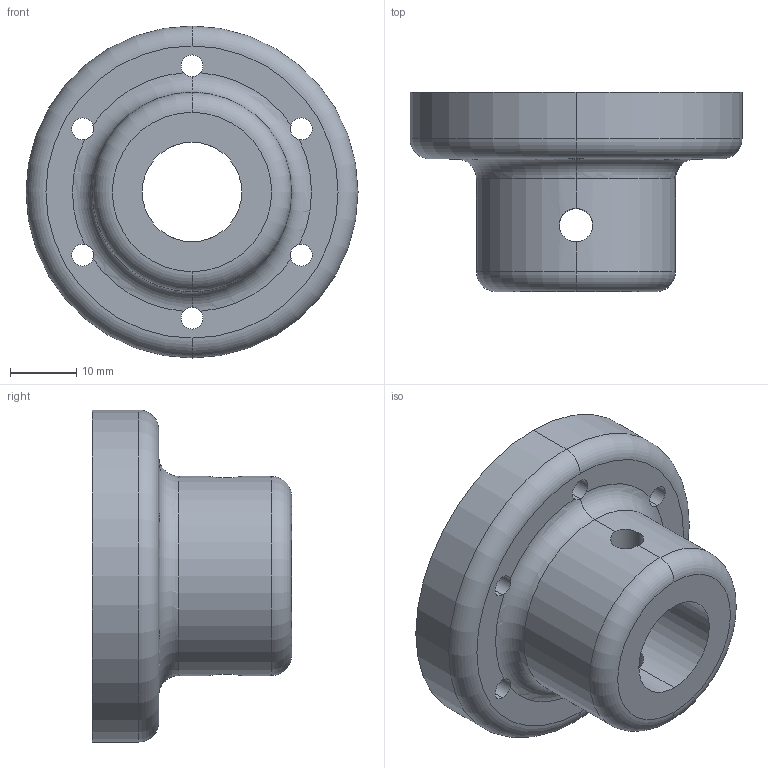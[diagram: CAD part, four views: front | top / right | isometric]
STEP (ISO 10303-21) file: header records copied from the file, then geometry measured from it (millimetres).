
FILE_DESCRIPTION (( 'STEP AP203' ), '1' );
FILE_NAME ('000043-02-009_Support de volant.STEP', '2022-01-21T12:41:31', ( '' ), ( '' ), 'SwSTEP 2.0', 'SolidWorks 2014', '' );
FILE_SCHEMA (( 'CONFIG_CONTROL_DESIGN' ));
Length unit declared in the file: millimetre
Products named in the file (1): 000043-02-009_Support de volant
Bounding box: 50 x 30 x 50 mm (x, y, z)
Volume: 27381.8 mm3; surface area: 8673.8 mm2
Topology: 1 solids, 1 shells, 31 faces, 106 edges, 68 vertices
Faces by surface type: cylinder 22, torus 6, plane 3
Entity records: 1577 total; most frequent: CARTESIAN_POINT 546, ORIENTED_EDGE 212, DIRECTION 202, EDGE_CURVE 106, AXIS2_PLACEMENT_3D 88, VERTEX_POINT 68, CIRCLE 56, EDGE_LOOP 40
